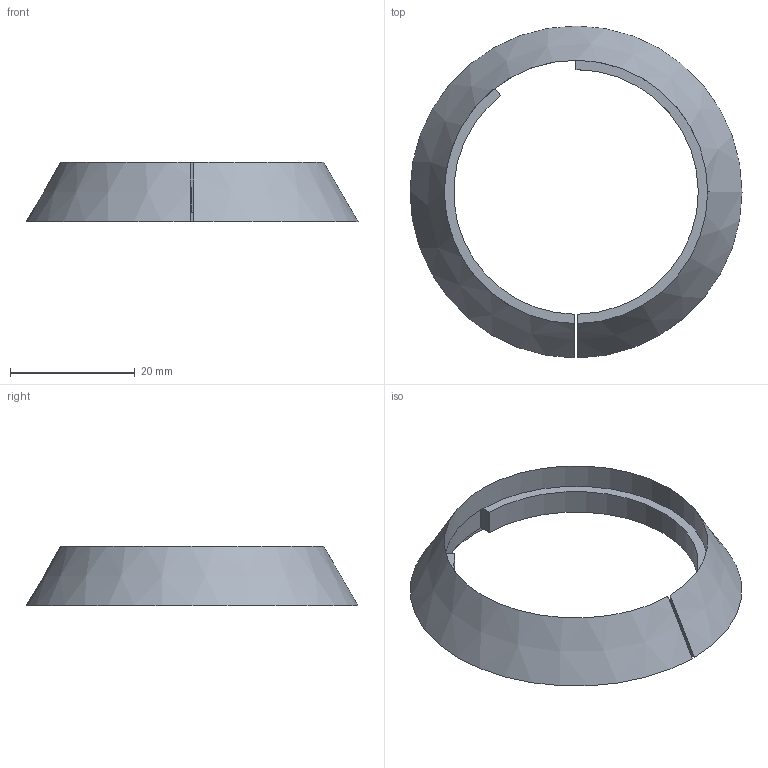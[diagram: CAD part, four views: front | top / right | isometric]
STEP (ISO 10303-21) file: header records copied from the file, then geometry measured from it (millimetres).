
FILE_DESCRIPTION(('Open CASCADE Model'),'2;1');
FILE_NAME('Open CASCADE Shape Model','2025-06-21T21:56:42',('Author'),( 'Open CASCADE'),'Open CASCADE STEP processor 7.8','build123d', 'Unknown');
FILE_SCHEMA(('AUTOMOTIVE_DESIGN { 1 0 10303 214 1 1 1 1 }'));
Length unit declared in the file: millimetre
Products named in the file (1): SOLID
Bounding box: 53.2 x 53.2 x 9.5 mm (x, y, z)
Volume: 4098.5 mm3; surface area: 4114.8 mm2
Topology: 1 solids, 1 shells, 19 faces, 46 edges, 29 vertices
Faces by surface type: cylinder 7, plane 7, revolution 3, cone 2
Entity records: 1165 total; most frequent: CARTESIAN_POINT 281, DIRECTION 150, ORIENTED_EDGE 92, PCURVE 92, DEFINITIONAL_REPRESENTATION 92, LINE 68, VECTOR 68, EDGE_CURVE 46
